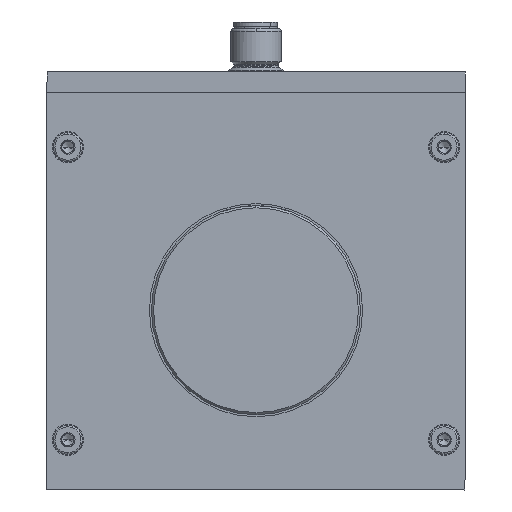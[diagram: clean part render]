
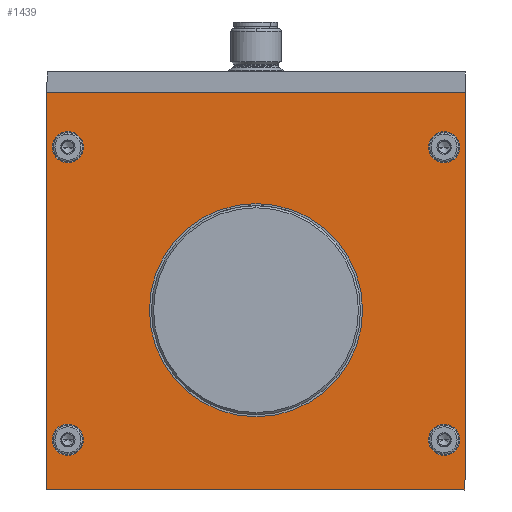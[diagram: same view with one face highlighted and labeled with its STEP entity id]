
A CAD part, left-side view. The second image highlights one B-rep face of the part: STEP entity #1439.
In plain terms, the highlighted planar face has unit normal (-1, 0, 0).
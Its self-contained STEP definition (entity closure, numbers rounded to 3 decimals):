
#1439=ADVANCED_FACE('0:777',(#3006,#3007,#3008,#3009,#3010,#3011),#3012,.T.);
#3006=FACE_BOUND('',#4927,.T.);
#3007=FACE_BOUND('',#4928,.T.);
#3008=FACE_BOUND('',#4929,.T.);
#3009=FACE_BOUND('',#4930,.T.);
#3010=FACE_OUTER_BOUND('',#4931,.T.);
#3011=FACE_BOUND('',#4932,.T.);
#3012=PLANE('',#4933);
#4927=EDGE_LOOP('',(#7458,#7459));
#4928=EDGE_LOOP('',(#7460,#7461));
#4929=EDGE_LOOP('',(#7462,#7463));
#4930=EDGE_LOOP('',(#7464,#7465));
#4931=EDGE_LOOP('',(#7466,#7467,#7468,#7469));
#4932=EDGE_LOOP('',(#7470,#7471));
#4933=AXIS2_PLACEMENT_3D('',#7472,#7473,#7474);
#7458=ORIENTED_EDGE('',*,*,#11801,.T.);
#7459=ORIENTED_EDGE('',*,*,#11802,.T.);
#7460=ORIENTED_EDGE('',*,*,#11803,.T.);
#7461=ORIENTED_EDGE('',*,*,#11804,.T.);
#7462=ORIENTED_EDGE('',*,*,#11805,.T.);
#7463=ORIENTED_EDGE('',*,*,#11643,.T.);
#7464=ORIENTED_EDGE('',*,*,#11806,.T.);
#7465=ORIENTED_EDGE('',*,*,#11807,.T.);
#7466=ORIENTED_EDGE('',*,*,#11808,.T.);
#7467=ORIENTED_EDGE('',*,*,#11809,.F.);
#7468=ORIENTED_EDGE('',*,*,#11810,.T.);
#7469=ORIENTED_EDGE('',*,*,#11150,.T.);
#7470=ORIENTED_EDGE('',*,*,#11214,.T.);
#7471=ORIENTED_EDGE('',*,*,#11811,.T.);
#7472=CARTESIAN_POINT('',(-50.0,0.,0.0));
#7473=DIRECTION('',(-1.0,0.,0.0));
#7474=DIRECTION('',(0.,-1.0,0.0));
#11150=EDGE_CURVE('0:1005',#13095,#13093,#13096,.T.);
#11214=EDGE_CURVE('0:1008',#13208,#13205,#13209,.T.);
#11643=EDGE_CURVE('',#13938,#13942,#13944,.T.);
#11801=EDGE_CURVE('0:984',#14201,#14202,#14203,.T.);
#11802=EDGE_CURVE('',#14202,#14201,#14204,.T.);
#11803=EDGE_CURVE('0:987',#14205,#14206,#14207,.T.);
#11804=EDGE_CURVE('',#14206,#14205,#14208,.T.);
#11805=EDGE_CURVE('0:990',#13942,#13938,#14209,.T.);
#11806=EDGE_CURVE('0:993',#14210,#14211,#14212,.T.);
#11807=EDGE_CURVE('',#14211,#14210,#14213,.T.);
#11808=EDGE_CURVE('0:996',#13093,#14214,#14215,.F.);
#11809=EDGE_CURVE('0:999',#14216,#14214,#14217,.T.);
#11810=EDGE_CURVE('0:1002',#14216,#13095,#14218,.T.);
#11811=EDGE_CURVE('',#13205,#13208,#14219,.T.);
#13093=VERTEX_POINT('',#15917);
#13095=VERTEX_POINT('',#15920);
#13096=LINE('',#15921,#15922);
#13205=VERTEX_POINT('',#16058);
#13208=VERTEX_POINT('',#16062);
#13209=CIRCLE('',#16063,25.5);
#13938=VERTEX_POINT('',#17179);
#13942=VERTEX_POINT('',#17184);
#13944=CIRCLE('',#17187,3.75);
#14201=VERTEX_POINT('',#17553);
#14202=VERTEX_POINT('',#17554);
#14203=CIRCLE('',#17555,3.75);
#14204=CIRCLE('',#17556,3.75);
#14205=VERTEX_POINT('',#17557);
#14206=VERTEX_POINT('',#17558);
#14207=CIRCLE('',#17559,3.75);
#14208=CIRCLE('',#17560,3.75);
#14209=CIRCLE('',#17561,3.75);
#14210=VERTEX_POINT('',#17562);
#14211=VERTEX_POINT('',#17563);
#14212=CIRCLE('',#17564,3.75);
#14213=CIRCLE('',#17565,3.75);
#14214=VERTEX_POINT('',#17566);
#14215=LINE('',#17567,#17568);
#14216=VERTEX_POINT('',#17569);
#14217=LINE('',#17570,#17571);
#14218=LINE('',#17572,#17573);
#14219=CIRCLE('',#17574,25.5);
#15917=CARTESIAN_POINT('',(-50.0,-50.0,93.0));
#15920=CARTESIAN_POINT('',(-50.0,-50.,-2.));
#15921=CARTESIAN_POINT('',(-50.0,-50.0,0.0));
#15922=VECTOR('',#20039,1.0);
#16058=CARTESIAN_POINT('',(-50.0,0.,66.5));
#16062=CARTESIAN_POINT('',(-50.0,0.,15.5));
#16063=AXIS2_PLACEMENT_3D('',#20164,#20165,#20166);
#17179=CARTESIAN_POINT('',(-50.0,48.75,80.0));
#17184=CARTESIAN_POINT('',(-50.0,41.25,80.0));
#17187=AXIS2_PLACEMENT_3D('',#20858,#20859,#20860);
#17553=CARTESIAN_POINT('',(-50.0,-48.75,10.));
#17554=CARTESIAN_POINT('',(-50.0,-41.25,10.));
#17555=AXIS2_PLACEMENT_3D('',#21105,#21106,#21107);
#17556=AXIS2_PLACEMENT_3D('',#21108,#21109,#21110);
#17557=CARTESIAN_POINT('',(-50.0,-48.75,80.0));
#17558=CARTESIAN_POINT('',(-50.0,-41.25,80.0));
#17559=AXIS2_PLACEMENT_3D('',#21111,#21112,#21113);
#17560=AXIS2_PLACEMENT_3D('',#21114,#21115,#21116);
#17561=AXIS2_PLACEMENT_3D('',#21117,#21118,#21119);
#17562=CARTESIAN_POINT('',(-50.0,41.25,10.));
#17563=CARTESIAN_POINT('',(-50.0,48.75,10.));
#17564=AXIS2_PLACEMENT_3D('',#21120,#21121,#21122);
#17565=AXIS2_PLACEMENT_3D('',#21123,#21124,#21125);
#17566=CARTESIAN_POINT('',(-50.0,50.0,93.0));
#17567=CARTESIAN_POINT('',(-50.0,25.0,93.0));
#17568=VECTOR('',#21126,1.0);
#17569=CARTESIAN_POINT('',(-50.0,50.0,-2.));
#17570=CARTESIAN_POINT('',(-50.0,50.0,0.0));
#17571=VECTOR('',#21127,1.0);
#17572=CARTESIAN_POINT('',(-50.0,25.0,-2.));
#17573=VECTOR('',#21128,1.0);
#17574=AXIS2_PLACEMENT_3D('',#21129,#21130,#21131);
#20039=DIRECTION('',(0.0,0.0,1.0));
#20164=CARTESIAN_POINT('',(-50.0,0.,41.0));
#20165=DIRECTION('',(1.0,0.,0.));
#20166=DIRECTION('',(0.0,0.,1.0));
#20858=CARTESIAN_POINT('',(-50.0,45.0,80.0));
#20859=DIRECTION('',(1.0,0.,0.0));
#20860=DIRECTION('',(0.,1.0,0.0));
#21105=CARTESIAN_POINT('',(-50.0,-45.,10.));
#21106=DIRECTION('',(1.0,0.,0.0));
#21107=DIRECTION('',(0.,1.0,0.0));
#21108=CARTESIAN_POINT('',(-50.0,-45.,10.));
#21109=DIRECTION('',(1.0,0.,0.0));
#21110=DIRECTION('',(0.,1.0,0.0));
#21111=CARTESIAN_POINT('',(-50.0,-45.,80.0));
#21112=DIRECTION('',(1.0,0.,0.0));
#21113=DIRECTION('',(0.,1.0,0.0));
#21114=CARTESIAN_POINT('',(-50.0,-45.,80.0));
#21115=DIRECTION('',(1.0,0.,0.0));
#21116=DIRECTION('',(0.,1.0,0.0));
#21117=CARTESIAN_POINT('',(-50.0,45.0,80.0));
#21118=DIRECTION('',(1.0,0.,0.0));
#21119=DIRECTION('',(0.,1.0,0.0));
#21120=CARTESIAN_POINT('',(-50.0,45.0,10.));
#21121=DIRECTION('',(1.0,0.,0.0));
#21122=DIRECTION('',(0.,1.0,0.0));
#21123=CARTESIAN_POINT('',(-50.0,45.0,10.));
#21124=DIRECTION('',(1.0,0.,0.0));
#21125=DIRECTION('',(0.,1.0,0.0));
#21126=DIRECTION('',(0.,-1.0,0.0));
#21127=DIRECTION('',(0.0,0.0,1.0));
#21128=DIRECTION('',(0.,-1.0,0.0));
#21129=CARTESIAN_POINT('',(-50.0,0.,41.0));
#21130=DIRECTION('',(1.0,0.,0.));
#21131=DIRECTION('',(0.0,0.,1.0));
